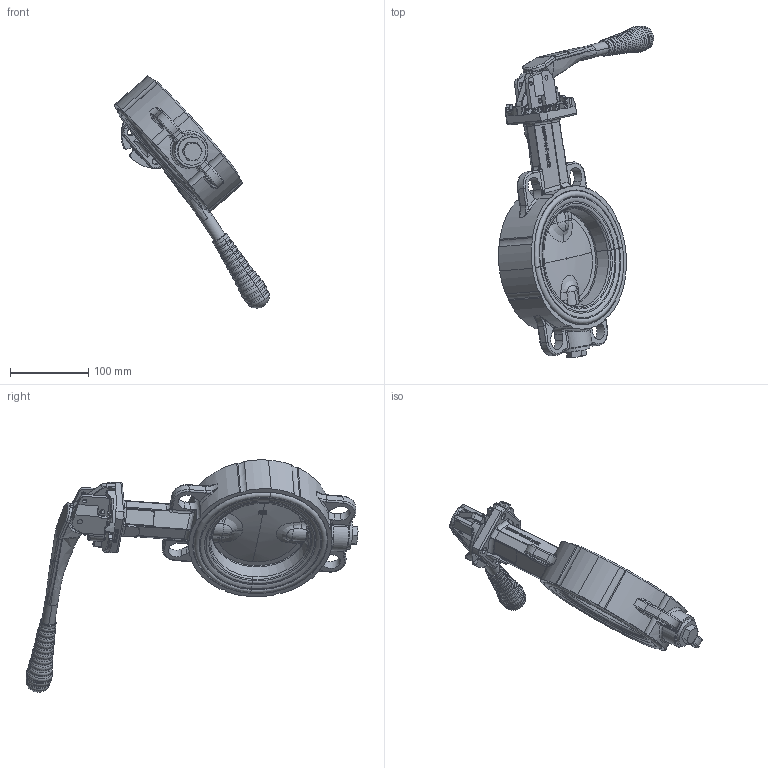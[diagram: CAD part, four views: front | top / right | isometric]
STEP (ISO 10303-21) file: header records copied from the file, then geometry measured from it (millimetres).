
FILE_DESCRIPTION (( 'STEP AP203' ), '1' );
FILE_NAME ('AK01_DN125_Handhebel.STEP', '2022-10-06T09:10:53', ( '' ), ( '' ), 'SwSTEP 2.0', 'SolidWorks 2021', '' );
FILE_SCHEMA (( 'CONFIG_CONTROL_DESIGN' ));
Length unit declared in the file: metre
Products named in the file (9): P125KOMPLET_6; AK01_DN125_Handhebel; P125KOMPLET_12; AK01_DN125_OH; AK01_Handhebel DN32-bis-DN125; P125KOMPLET_4; P125KOMPLET_9; P125KOMPLET_2; P125KOMPLET
Assembly tree (8 placements, depth 3):
  AK01_DN125_Handhebel
    AK01_Handhebel DN32-bis-DN125
      P125KOMPLET_9
      P125KOMPLET_4
      P125KOMPLET_2
      P125KOMPLET_12
      P125KOMPLET_6
      P125KOMPLET
    AK01_DN125_OH
Bounding box: 198.46 x 424.44 x 297.04 mm (x, y, z)
Volume: 1416301 mm3; surface area: 229914.4 mm2
Topology: 7 solids, 7 shells, 1521 faces, 3965 edges, 2486 vertices
Faces by surface type: plane 479, bspline 414, cylinder 348, torus 222, cone 45, sphere 13
Entity records: 78297 total; most frequent: CARTESIAN_POINT 42929, ORIENTED_EDGE 7864, DIRECTION 6200, EDGE_CURVE 3932, VERTEX_POINT 2483, AXIS2_PLACEMENT_3D 2267, LINE 1666, VECTOR 1666
